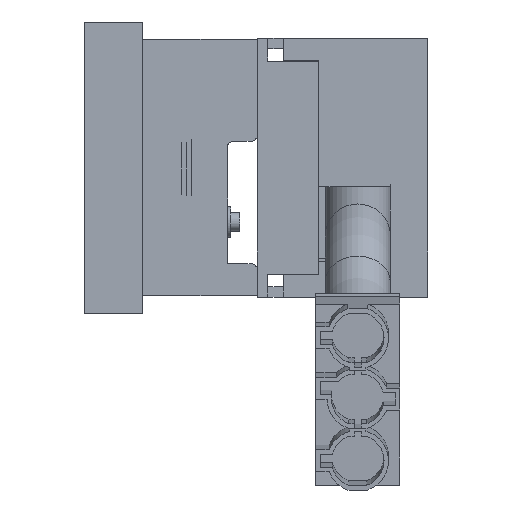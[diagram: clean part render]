
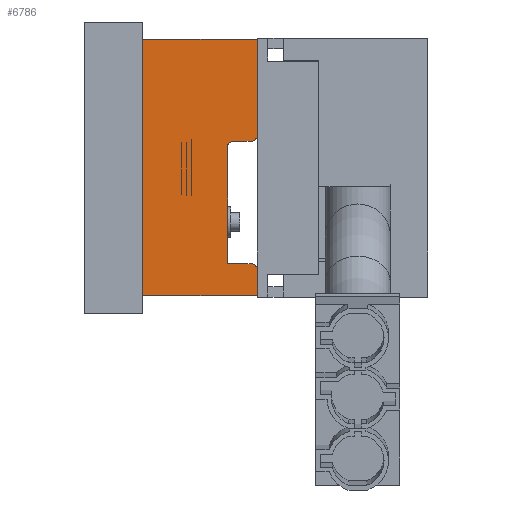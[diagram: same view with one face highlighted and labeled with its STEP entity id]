
A CAD part, left-side view. The second image highlights one B-rep face of the part: STEP entity #6786.
In plain terms, the highlighted face is planar.
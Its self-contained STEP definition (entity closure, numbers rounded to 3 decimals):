
#131 = VECTOR ( 'NONE', #4972, 1000. ) ;
#159 = ORIENTED_EDGE ( 'NONE', *, *, #389, .T. ) ;
#213 = CARTESIAN_POINT ( 'NONE',  ( 19.8, 14.8, 22.15 ) ) ;
#263 = CIRCLE ( 'NONE', #6382, 1. ) ;
#332 = LINE ( 'NONE', #5084, #4988 ) ;
#389 = EDGE_CURVE ( 'NONE', #652, #8722, #7340, .T. ) ;
#404 = VERTEX_POINT ( 'NONE', #8716 ) ;
#520 = VERTEX_POINT ( 'NONE', #4854 ) ;
#652 = VERTEX_POINT ( 'NONE', #1311 ) ;
#763 = ORIENTED_EDGE ( 'NONE', *, *, #6164, .T. ) ;
#850 = VERTEX_POINT ( 'NONE', #1726 ) ;
#868 = ORIENTED_EDGE ( 'NONE', *, *, #8424, .F. ) ;
#882 = AXIS2_PLACEMENT_3D ( 'NONE', #3263, #5955, #5907 ) ;
#1071 = DIRECTION ( 'NONE',  ( 0., 1., 0. ) ) ;
#1108 = CARTESIAN_POINT ( 'NONE',  ( 19.8, -19.8, 26.75 ) ) ;
#1153 = EDGE_CURVE ( 'NONE', #4331, #7068, #263, .T. ) ;
#1169 = VECTOR ( 'NONE', #1071, 1000. ) ;
#1311 = CARTESIAN_POINT ( 'NONE',  ( 19.8, -19.8, 9. ) ) ;
#1476 = ORIENTED_EDGE ( 'NONE', *, *, #1605, .F. ) ;
#1486 = CARTESIAN_POINT ( 'NONE',  ( 19.8, 19.8, 26.75 ) ) ;
#1504 = DIRECTION ( 'NONE',  ( 0., -1., 0. ) ) ;
#1543 = CARTESIAN_POINT ( 'NONE',  ( 19.8, 14.8, 22.15 ) ) ;
#1554 = CARTESIAN_POINT ( 'NONE',  ( 19.8, 19.8, 9. ) ) ;
#1605 = EDGE_CURVE ( 'NONE', #4331, #4219, #5564, .T. ) ;
#1615 = CARTESIAN_POINT ( 'NONE',  ( 19.8, -4.05, 22.15 ) ) ;
#1726 = CARTESIAN_POINT ( 'NONE',  ( 19.8, 14.831, 25.759 ) ) ;
#1876 = DIRECTION ( 'NONE',  ( 0., 0., -1. ) ) ;
#1878 = VERTEX_POINT ( 'NONE', #3269 ) ;
#2119 = ORIENTED_EDGE ( 'NONE', *, *, #1153, .T. ) ;
#2178 = ORIENTED_EDGE ( 'NONE', *, *, #4537, .F. ) ;
#2329 = CARTESIAN_POINT ( 'NONE',  ( 19.8, -5.081, 26.75 ) ) ;
#2430 = PLANE ( 'NONE',  #882 ) ;
#2433 = CIRCLE ( 'NONE', #2989, 0.8 ) ;
#2664 = VECTOR ( 'NONE', #8044, 1000. ) ;
#2696 = ORIENTED_EDGE ( 'NONE', *, *, #2982, .T. ) ;
#2982 = EDGE_CURVE ( 'NONE', #1878, #850, #4046, .T. ) ;
#2989 = AXIS2_PLACEMENT_3D ( 'NONE', #4400, #3156, #7124 ) ;
#3156 = DIRECTION ( 'NONE',  ( -1., 0., 0. ) ) ;
#3263 = CARTESIAN_POINT ( 'NONE',  ( 19.8, -19.8, 26.75 ) ) ;
#3269 = CARTESIAN_POINT ( 'NONE',  ( 19.8, 15.831, 26.75 ) ) ;
#3344 = ORIENTED_EDGE ( 'NONE', *, *, #8204, .F. ) ;
#3546 = CARTESIAN_POINT ( 'NONE',  ( 19.8, -5.081, 25.75 ) ) ;
#3732 = DIRECTION ( 'NONE',  ( 0., 1., 0. ) ) ;
#3835 = LINE ( 'NONE', #7147, #6396 ) ;
#3863 = VERTEX_POINT ( 'NONE', #213 ) ;
#3921 = VECTOR ( 'NONE', #6200, 1000. ) ;
#4046 = CIRCLE ( 'NONE', #4487, 1. ) ;
#4102 = DIRECTION ( 'NONE',  ( 1., 0., 0. ) ) ;
#4219 = VERTEX_POINT ( 'NONE', #4875 ) ;
#4240 = CARTESIAN_POINT ( 'NONE',  ( 19.8, 15.831, 25.75 ) ) ;
#4331 = VERTEX_POINT ( 'NONE', #6084 ) ;
#4400 = CARTESIAN_POINT ( 'NONE',  ( 19.8, -3.257, 22.95 ) ) ;
#4487 = AXIS2_PLACEMENT_3D ( 'NONE', #4240, #4102, #1504 ) ;
#4537 = EDGE_CURVE ( 'NONE', #1878, #7162, #5899, .T. ) ;
#4809 = DIRECTION ( 'NONE',  ( 0., -1., 0. ) ) ;
#4854 = CARTESIAN_POINT ( 'NONE',  ( 19.8, -19.8, 26.75 ) ) ;
#4875 = CARTESIAN_POINT ( 'NONE',  ( 19.8, -4.057, 22.943 ) ) ;
#4972 = DIRECTION ( 'NONE',  ( 0., 0.009, -1. ) ) ;
#4988 = VECTOR ( 'NONE', #3732, 1000. ) ;
#5084 = CARTESIAN_POINT ( 'NONE',  ( 19.8, 14.8, 22.15 ) ) ;
#5120 = EDGE_CURVE ( 'NONE', #7162, #8722, #8223, .T. ) ;
#5347 = CARTESIAN_POINT ( 'NONE',  ( 19.8, -19.8, 9. ) ) ;
#5394 = VECTOR ( 'NONE', #6214, 1000. ) ;
#5564 = LINE ( 'NONE', #1615, #131 ) ;
#5800 = EDGE_LOOP ( 'NONE', ( #1476, #2119, #3344, #763, #159, #8304, #2178, #2696, #868, #6080, #8552 ) ) ;
#5899 = LINE ( 'NONE', #1108, #1169 ) ;
#5907 = DIRECTION ( 'NONE',  ( 0., 1., 0. ) ) ;
#5955 = DIRECTION ( 'NONE',  ( -1., 0., 0. ) ) ;
#6080 = ORIENTED_EDGE ( 'NONE', *, *, #7199, .F. ) ;
#6084 = CARTESIAN_POINT ( 'NONE',  ( 19.8, -4.081, 25.759 ) ) ;
#6093 = CARTESIAN_POINT ( 'NONE',  ( 19.8, -19.8, 26.75 ) ) ;
#6164 = EDGE_CURVE ( 'NONE', #520, #652, #8703, .T. ) ;
#6200 = DIRECTION ( 'NONE',  ( 0., 0., -1. ) ) ;
#6214 = DIRECTION ( 'NONE',  ( 0., 0.009, 1. ) ) ;
#6382 = AXIS2_PLACEMENT_3D ( 'NONE', #3546, #8346, #4809 ) ;
#6396 = VECTOR ( 'NONE', #8593, 1000. ) ;
#6622 = FACE_OUTER_BOUND ( 'NONE', #5800, .T. ) ;
#6786 = ADVANCED_FACE ( 'NONE', ( #6622 ), #2430, .F. ) ;
#6874 = LINE ( 'NONE', #1543, #5394 ) ;
#7068 = VERTEX_POINT ( 'NONE', #2329 ) ;
#7124 = DIRECTION ( 'NONE',  ( 0., -1., 0. ) ) ;
#7147 = CARTESIAN_POINT ( 'NONE',  ( 19.8, -19.8, 26.75 ) ) ;
#7162 = VERTEX_POINT ( 'NONE', #8498 ) ;
#7199 = EDGE_CURVE ( 'NONE', #404, #3863, #332, .T. ) ;
#7340 = LINE ( 'NONE', #5347, #2664 ) ;
#7505 = EDGE_CURVE ( 'NONE', #404, #4219, #2433, .T. ) ;
#7796 = VECTOR ( 'NONE', #1876, 1000. ) ;
#8044 = DIRECTION ( 'NONE',  ( 0., 1., 0. ) ) ;
#8204 = EDGE_CURVE ( 'NONE', #520, #7068, #3835, .T. ) ;
#8223 = LINE ( 'NONE', #1486, #3921 ) ;
#8304 = ORIENTED_EDGE ( 'NONE', *, *, #5120, .F. ) ;
#8346 = DIRECTION ( 'NONE',  ( 1., 0., 0. ) ) ;
#8424 = EDGE_CURVE ( 'NONE', #3863, #850, #6874, .T. ) ;
#8498 = CARTESIAN_POINT ( 'NONE',  ( 19.8, 19.8, 26.75 ) ) ;
#8552 = ORIENTED_EDGE ( 'NONE', *, *, #7505, .T. ) ;
#8593 = DIRECTION ( 'NONE',  ( 0., 1., 0. ) ) ;
#8703 = LINE ( 'NONE', #6093, #7796 ) ;
#8716 = CARTESIAN_POINT ( 'NONE',  ( 19.8, -3.257, 22.15 ) ) ;
#8722 = VERTEX_POINT ( 'NONE', #1554 ) ;
